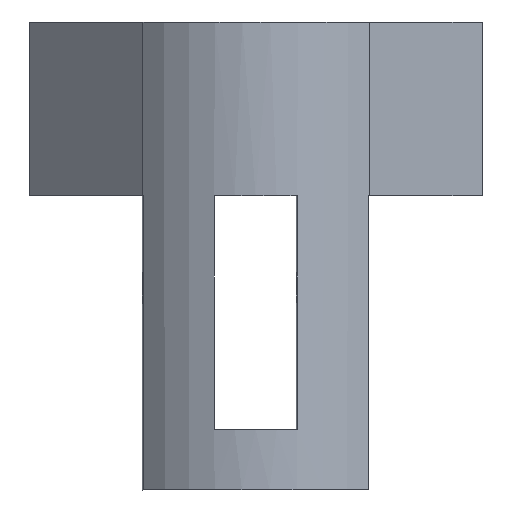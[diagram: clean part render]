
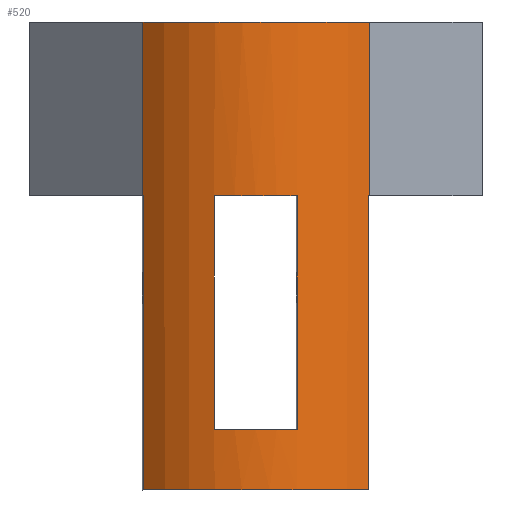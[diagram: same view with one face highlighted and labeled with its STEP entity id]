
A CAD part, front view. The second image highlights one B-rep face of the part: STEP entity #520.
In plain terms, the highlighted cylindrical face has radius 13 mm (diameter 26 mm), a partial arc.
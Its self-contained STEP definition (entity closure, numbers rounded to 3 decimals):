
#103=CARTESIAN_POINT('',(150.646,-248.605,413.084));
#104=VERTEX_POINT('',#103);
#111=CARTESIAN_POINT('',(150.646,-248.605,394.084));
#112=VERTEX_POINT('',#111);
#113=CARTESIAN_POINT('',(150.646,-248.605,413.084));
#114=CARTESIAN_POINT('',(150.646,-248.605,406.75));
#115=CARTESIAN_POINT('',(150.646,-248.605,400.417));
#116=CARTESIAN_POINT('',(150.646,-248.605,394.084));
#117=B_SPLINE_CURVE_WITH_KNOTS('',3,(#113,#114,#115,#116),.UNSPECIFIED.,.F.,.F.,(4,4),(0.,0.019),.UNSPECIFIED.);
#118=EDGE_CURVE('',#104,#112,#117,.T.);
#178=CARTESIAN_POINT('',(144.891,-245.297,389.184));
#179=VERTEX_POINT('',#178);
#186=CARTESIAN_POINT('',(144.891,-245.297,413.084));
#187=VERTEX_POINT('',#186);
#188=CARTESIAN_POINT('',(144.891,-245.297,389.184));
#189=CARTESIAN_POINT('',(144.891,-245.297,397.15));
#190=CARTESIAN_POINT('',(144.891,-245.297,405.117));
#191=CARTESIAN_POINT('',(144.891,-245.297,413.084));
#192=B_SPLINE_CURVE_WITH_KNOTS('',3,(#188,#189,#190,#191),.UNSPECIFIED.,.F.,.F.,(4,4),(0.,0.024),.UNSPECIFIED.);
#193=EDGE_CURVE('',#179,#187,#192,.T.);
#253=CARTESIAN_POINT('',(163.185,-245.287,413.084));
#254=VERTEX_POINT('',#253);
#261=CARTESIAN_POINT('',(163.185,-245.287,389.184));
#262=VERTEX_POINT('',#261);
#263=CARTESIAN_POINT('',(163.185,-245.287,389.184));
#264=CARTESIAN_POINT('',(163.185,-245.287,397.15));
#265=CARTESIAN_POINT('',(163.185,-245.287,405.117));
#266=CARTESIAN_POINT('',(163.185,-245.287,413.084));
#267=B_SPLINE_CURVE_WITH_KNOTS('',3,(#263,#264,#265,#266),.UNSPECIFIED.,.F.,.F.,(4,4),(-0.002,0.022),.UNSPECIFIED.);
#268=EDGE_CURVE('',#262,#254,#267,.T.);
#328=CARTESIAN_POINT('',(157.396,-248.612,394.084));
#329=VERTEX_POINT('',#328);
#336=CARTESIAN_POINT('',(157.396,-248.612,413.084));
#337=VERTEX_POINT('',#336);
#338=CARTESIAN_POINT('',(157.396,-248.612,413.084));
#339=CARTESIAN_POINT('',(157.396,-248.612,406.75));
#340=CARTESIAN_POINT('',(157.396,-248.612,400.417));
#341=CARTESIAN_POINT('',(157.396,-248.612,394.084));
#342=B_SPLINE_CURVE_WITH_KNOTS('',3,(#338,#339,#340,#341),.UNSPECIFIED.,.F.,.F.,(4,4),(0.,0.019),.UNSPECIFIED.);
#343=EDGE_CURVE('',#337,#329,#342,.T.);
#403=CARTESIAN_POINT('',(154.032,-236.054,394.084));
#404=DIRECTION('',(0.,0.,1.));
#405=DIRECTION('',(1.,0.,-0.));
#406=AXIS2_PLACEMENT_3D('',#403,#404,#405);
#407=CIRCLE('',#406,13.);
#408=EDGE_CURVE('',#112,#329,#407,.T.);
#447=CARTESIAN_POINT('',(154.032,-236.054,389.184));
#448=DIRECTION('',(0.,0.,-1.));
#449=DIRECTION('',(-1.,0.,0.));
#450=AXIS2_PLACEMENT_3D('',#447,#448,#449);
#451=CIRCLE('',#450,13.);
#452=EDGE_CURVE('',#262,#179,#451,.T.);
#457=CARTESIAN_POINT('',(154.032,-236.054,413.084));
#458=DIRECTION('',(0.,0.,1.));
#459=DIRECTION('',(1.,0.,-0.));
#460=AXIS2_PLACEMENT_3D('',#457,#458,#459);
#461=CYLINDRICAL_SURFACE('',#460,13.);
#462=CARTESIAN_POINT('',(144.875,-245.281,413.084));
#463=VERTEX_POINT('',#462);
#464=CARTESIAN_POINT('',(154.032,-236.054,413.084));
#465=DIRECTION('',(-0.,-0.,-1.));
#466=DIRECTION('',(1.,0.,-0.));
#467=AXIS2_PLACEMENT_3D('',#464,#465,#466);
#468=CIRCLE('',#467,13.);
#469=EDGE_CURVE('',#187,#463,#468,.T.);
#470=ORIENTED_EDGE('',*,*,#469,.F.);
#471=ORIENTED_EDGE('',*,*,#193,.F.);
#472=ORIENTED_EDGE('',*,*,#452,.F.);
#473=ORIENTED_EDGE('',*,*,#268,.T.);
#474=CARTESIAN_POINT('',(163.259,-245.212,413.084));
#475=VERTEX_POINT('',#474);
#476=CARTESIAN_POINT('',(154.032,-236.054,413.084));
#477=DIRECTION('',(-0.,-0.,-1.));
#478=DIRECTION('',(1.,0.,-0.));
#479=AXIS2_PLACEMENT_3D('',#476,#477,#478);
#480=CIRCLE('',#479,13.);
#481=EDGE_CURVE('',#475,#254,#480,.T.);
#482=ORIENTED_EDGE('',*,*,#481,.F.);
#483=CARTESIAN_POINT('',(163.259,-245.212,427.184));
#484=VERTEX_POINT('',#483);
#485=CARTESIAN_POINT('',(163.259,-245.212,413.084));
#486=DIRECTION('',(0.,0.,1.));
#487=VECTOR('',#486,14.1);
#488=LINE('',#485,#487);
#489=EDGE_CURVE('',#475,#484,#488,.T.);
#490=ORIENTED_EDGE('',*,*,#489,.T.);
#491=CARTESIAN_POINT('',(144.875,-245.281,427.184));
#492=VERTEX_POINT('',#491);
#493=CARTESIAN_POINT('',(154.032,-236.054,427.184));
#494=DIRECTION('',(0.,0.,1.));
#495=DIRECTION('',(1.,0.,-0.));
#496=AXIS2_PLACEMENT_3D('',#493,#494,#495);
#497=CIRCLE('',#496,13.);
#498=EDGE_CURVE('',#492,#484,#497,.T.);
#499=ORIENTED_EDGE('',*,*,#498,.F.);
#500=CARTESIAN_POINT('',(144.875,-245.281,413.084));
#501=DIRECTION('',(-0.,-0.,1.));
#502=VECTOR('',#501,14.1);
#503=LINE('',#500,#502);
#504=EDGE_CURVE('',#463,#492,#503,.T.);
#505=ORIENTED_EDGE('',*,*,#504,.F.);
#506=EDGE_LOOP('',(#470,#471,#472,#473,#482,#490,#499,#505));
#507=FACE_BOUND('',#506,.T.);
#508=ORIENTED_EDGE('',*,*,#408,.F.);
#509=ORIENTED_EDGE('',*,*,#118,.F.);
#510=CARTESIAN_POINT('',(154.032,-236.054,413.084));
#511=DIRECTION('',(-0.,-0.,-1.));
#512=DIRECTION('',(1.,0.,-0.));
#513=AXIS2_PLACEMENT_3D('',#510,#511,#512);
#514=CIRCLE('',#513,13.);
#515=EDGE_CURVE('',#337,#104,#514,.T.);
#516=ORIENTED_EDGE('',*,*,#515,.F.);
#517=ORIENTED_EDGE('',*,*,#343,.T.);
#518=EDGE_LOOP('',(#508,#509,#516,#517));
#519=FACE_BOUND('',#518,.T.);
#520=ADVANCED_FACE('',(#507,#519),#461,.T.);
